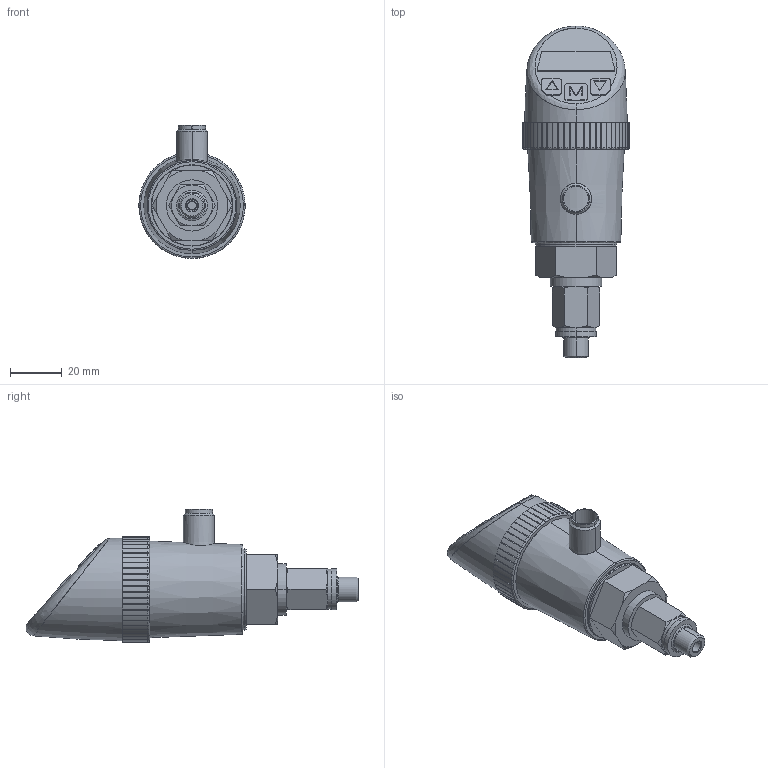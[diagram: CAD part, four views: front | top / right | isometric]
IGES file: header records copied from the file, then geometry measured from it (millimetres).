
Start section:  PTC IGES file: ilcmv47074074.igs
Global section: file name: ilcmv47074074.igs; native system: Creo Parametric by Parametric Technology Corporation; preprocessor: 2013320; author: kr; organization: Unknown; date: 20161117.103404; units: millimetre
Bounding box: 41.15 x 128.69 x 51.56 mm (x, y, z)
Surface area: 15537.7 mm2 (no closed solid volume)
Topology: 0 solids, 0 shells, 274 faces, 2091 edges, 2723 vertices
Faces by surface type: revolution 203, bspline 71
